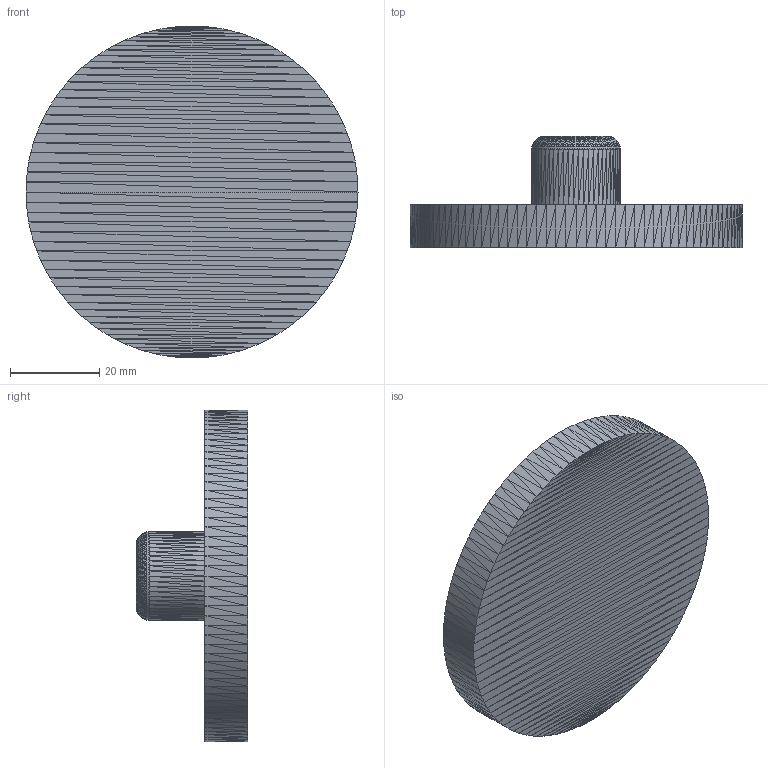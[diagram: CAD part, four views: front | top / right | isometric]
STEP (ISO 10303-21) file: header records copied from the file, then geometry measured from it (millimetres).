
FILE_DESCRIPTION(('STEP AP214'),'1');
FILE_NAME('result.stp','2026-01-20T19:50:32',(' '),(' '),'Spatial InterOp 3D',' ',' ');
FILE_SCHEMA(('automotive_design'));
Length unit declared in the file: metre
Products named in the file (1): Root
Bounding box: 74.4 x 25 x 74.4 mm (x, y, z)
Surface area: 11814.8 mm2 (no closed solid volume)
Topology: 0 solids, 1474 shells, 1474 faces, 4422 edges, 739 vertices
Faces by surface type: plane 1474
Entity records: 45722 total; most frequent: DIRECTION 7372, ORIENTED_EDGE 4422, EDGE_CURVE 4422, LINE 4422, VECTOR 4422, AXIS2_PLACEMENT_3D 1475, STYLED_ITEM 1474, PRESENTATION_STYLE_ASSIGNMENT 1474
